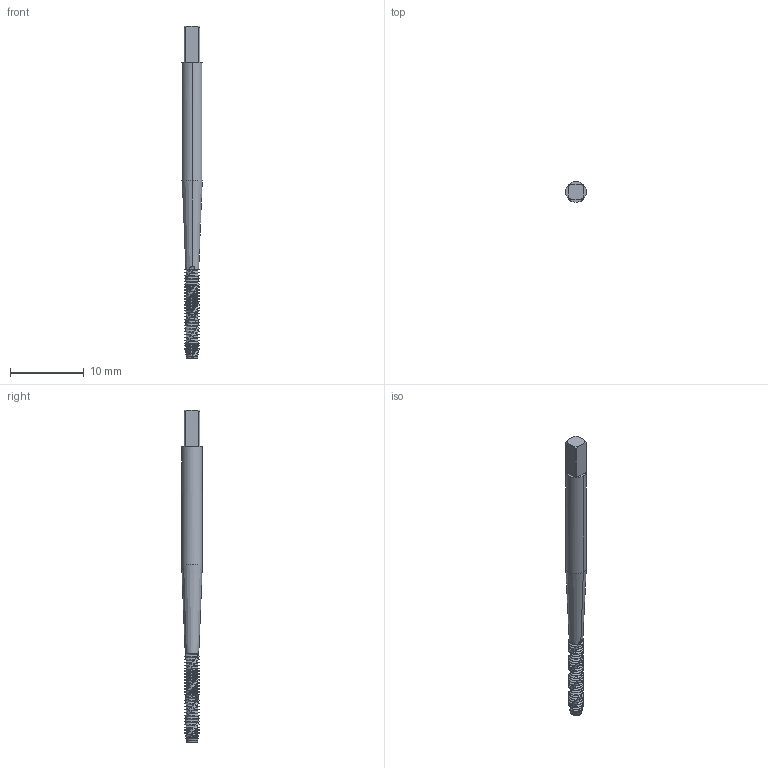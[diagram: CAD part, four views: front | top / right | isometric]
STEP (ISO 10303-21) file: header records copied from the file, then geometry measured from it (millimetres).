
FILE_DESCRIPTION(('no description'),'unknown implementation level');
FILE_NAME('solidX_icNbL4nveA5J83Uf9YwoCjc2c_1.STP',' ',('CIM GmbH Aachen'),('CADClick - KiM GmbH - www.kimweb.de'),'unknown preprocess','ACIS','unknown authorization');
FILE_SCHEMA(('automotive_design'));
Length unit declared in the file: millimetre
Products named in the file (2): 1; 2
Bounding box: 2.8 x 2.8 x 45 mm (x, y, z)
Volume: 199.1 mm3; surface area: 488.1 mm2
Topology: 2 solids, 2 shells, 499 faces, 1377 edges, 882 vertices
Faces by surface type: cone 248, cylinder 226, plane 17, bspline 4, revolution 4
Entity records: 37848 total; most frequent: CARTESIAN_POINT 10431, STYLED_ITEM 2760, PRESENTATION_STYLE_ASSIGNMENT 2760, COLOUR_RGB 2760, ORIENTED_EDGE 2754, DIRECTION 2377, EDGE_CURVE 1377, CURVE_STYLE 1377
